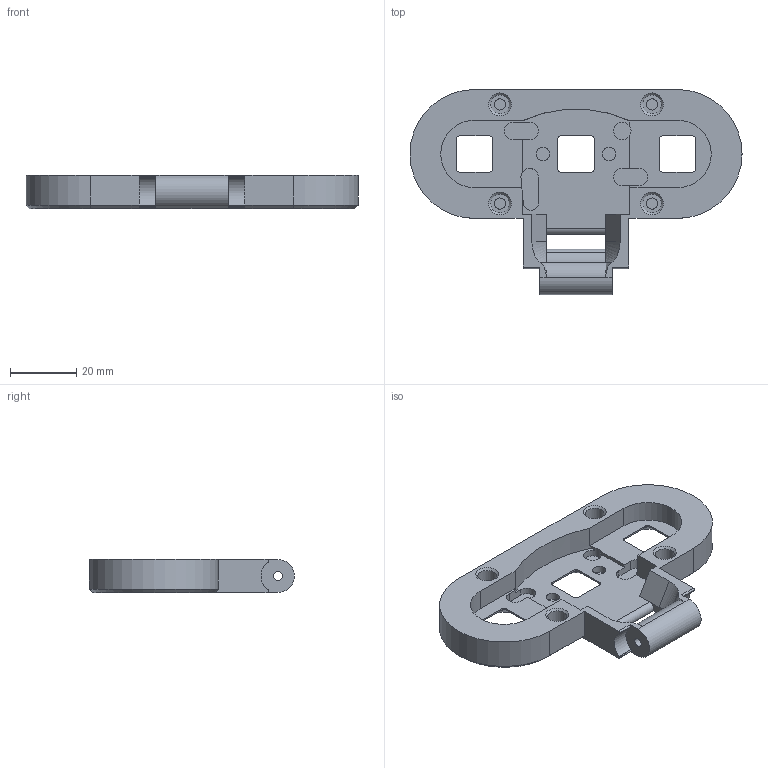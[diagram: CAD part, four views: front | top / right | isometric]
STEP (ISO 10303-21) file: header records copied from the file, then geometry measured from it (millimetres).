
FILE_DESCRIPTION(('FreeCAD Model'),'2;1');
FILE_NAME('Open CASCADE Shape Model','2024-06-21T08:36:01',(''),(''), 'Open CASCADE STEP processor 7.6','FreeCAD','Unknown');
FILE_SCHEMA(('AUTOMOTIVE_DESIGN { 1 0 10303 214 1 1 1 1 }'));
Length unit declared in the file: millimetre
Products named in the file (1): Backside
Bounding box: 100.4 x 62 x 10 mm (x, y, z)
Volume: 22794.4 mm3; surface area: 13335.8 mm2
Topology: 1 solids, 1 shells, 169 faces, 421 edges, 271 vertices
Faces by surface type: plane 88, cylinder 57, cone 18, bspline 6
Full cylindrical faces by diameter (mm): 2.7 x1, 3.4 x4, 4 x2, 5.3 x1, 5.7 x4, 6.1 x8
Entity records: 5273 total; most frequent: CARTESIAN_POINT 1114, DIRECTION 880, ORIENTED_EDGE 842, EDGE_CURVE 421, AXIS2_PLACEMENT_3D 312, VERTEX_POINT 271, LINE 256, VECTOR 256
